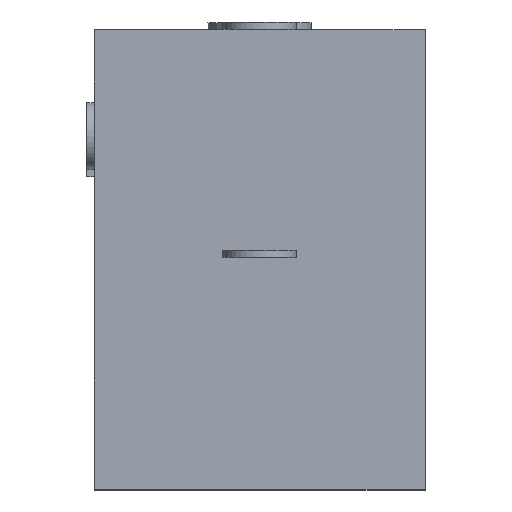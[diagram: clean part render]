
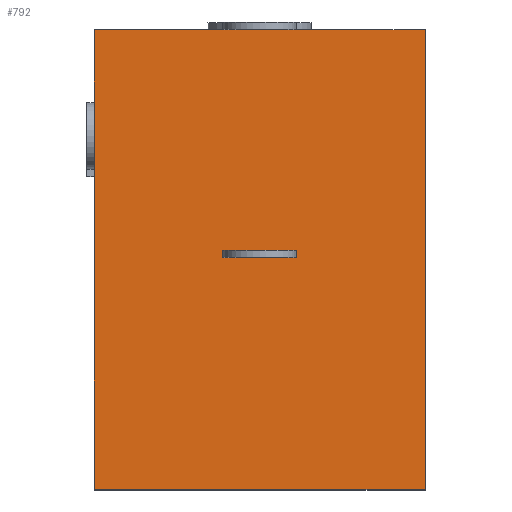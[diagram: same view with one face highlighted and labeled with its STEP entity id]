
A CAD part, top view. The second image highlights one B-rep face of the part: STEP entity #792.
In plain terms, the highlighted planar face has unit normal (0, 0, 1).
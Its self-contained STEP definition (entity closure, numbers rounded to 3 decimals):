
#36=FACE_BOUND('',#127,.T.);
#76=FACE_OUTER_BOUND('',#126,.T.);
#126=EDGE_LOOP('',(#673,#674,#675,#676,#677,#678,#679,#680));
#127=EDGE_LOOP('',(#681,#682,#683,#684));
#159=LINE('',#1107,#234);
#164=LINE('',#1129,#239);
#167=LINE('',#1134,#242);
#168=LINE('',#1136,#243);
#184=LINE('',#1185,#259);
#204=LINE('',#1234,#279);
#208=LINE('',#1263,#283);
#220=LINE('',#1294,#295);
#223=LINE('',#1298,#298);
#226=LINE('',#1304,#301);
#229=LINE('',#1308,#304);
#232=LINE('',#1313,#307);
#234=VECTOR('',#889,10.);
#239=VECTOR('',#912,10.);
#242=VECTOR('',#917,10.);
#243=VECTOR('',#920,10.);
#259=VECTOR('',#970,10.);
#279=VECTOR('',#1016,10.);
#283=VECTOR('',#1050,10.);
#295=VECTOR('',#1076,10.);
#298=VECTOR('',#1079,10.);
#301=VECTOR('',#1086,10.);
#304=VECTOR('',#1089,10.);
#307=VECTOR('',#1096,10.);
#308=VERTEX_POINT('',#1103);
#310=VERTEX_POINT('',#1106);
#318=VERTEX_POINT('',#1128);
#319=VERTEX_POINT('',#1132);
#330=VERTEX_POINT('',#1165);
#334=VERTEX_POINT('',#1174);
#342=VERTEX_POINT('',#1202);
#351=VERTEX_POINT('',#1228);
#360=VERTEX_POINT('',#1261);
#361=VERTEX_POINT('',#1262);
#373=VERTEX_POINT('',#1293);
#374=VERTEX_POINT('',#1296);
#378=EDGE_CURVE('',#310,#308,#159,.T.);
#389=EDGE_CURVE('',#308,#318,#164,.T.);
#392=EDGE_CURVE('',#318,#319,#167,.T.);
#393=EDGE_CURVE('',#319,#310,#168,.T.);
#417=EDGE_CURVE('',#330,#334,#184,.T.);
#441=EDGE_CURVE('',#342,#351,#204,.T.);
#453=EDGE_CURVE('',#360,#361,#208,.T.);
#468=EDGE_CURVE('',#334,#373,#220,.T.);
#471=EDGE_CURVE('',#374,#330,#223,.T.);
#474=EDGE_CURVE('',#351,#374,#226,.T.);
#477=EDGE_CURVE('',#361,#342,#229,.T.);
#480=EDGE_CURVE('',#360,#373,#232,.T.);
#673=ORIENTED_EDGE('',*,*,#453,.F.);
#674=ORIENTED_EDGE('',*,*,#480,.T.);
#675=ORIENTED_EDGE('',*,*,#468,.F.);
#676=ORIENTED_EDGE('',*,*,#417,.F.);
#677=ORIENTED_EDGE('',*,*,#471,.F.);
#678=ORIENTED_EDGE('',*,*,#474,.F.);
#679=ORIENTED_EDGE('',*,*,#441,.F.);
#680=ORIENTED_EDGE('',*,*,#477,.F.);
#681=ORIENTED_EDGE('',*,*,#389,.T.);
#682=ORIENTED_EDGE('',*,*,#392,.T.);
#683=ORIENTED_EDGE('',*,*,#393,.T.);
#684=ORIENTED_EDGE('',*,*,#378,.T.);
#715=PLANE('',#882);
#792=ADVANCED_FACE('',(#76,#36),#715,.T.);
#882=AXIS2_PLACEMENT_3D('',#1314,#1097,#1098);
#889=DIRECTION('',(1.,0.,0.));
#912=DIRECTION('',(0.,-1.,0.));
#917=DIRECTION('',(-1.,0.,0.));
#920=DIRECTION('',(0.,1.,0.));
#970=DIRECTION('',(1.,0.,0.));
#1016=DIRECTION('',(0.,1.,0.));
#1050=DIRECTION('',(-1.,0.,0.));
#1076=DIRECTION('',(1.,0.,0.));
#1079=DIRECTION('',(1.,0.,0.));
#1086=DIRECTION('',(0.,1.,0.));
#1089=DIRECTION('',(0.,1.,0.));
#1096=DIRECTION('',(0.,1.,0.));
#1097=DIRECTION('center_axis',(0.,0.,1.));
#1098=DIRECTION('ref_axis',(1.,0.,0.));
#1103=CARTESIAN_POINT('',(-3.5,6.5,0.));
#1106=CARTESIAN_POINT('',(-5.5,6.5,0.));
#1107=CARTESIAN_POINT('',(-6.75,6.5,0.));
#1128=CARTESIAN_POINT('',(-3.5,6.3,0.));
#1129=CARTESIAN_POINT('',(-3.5,3.15,0.));
#1132=CARTESIAN_POINT('',(-5.5,6.3,0.));
#1134=CARTESIAN_POINT('',(-7.25,6.3,0.));
#1136=CARTESIAN_POINT('',(-5.5,3.25,0.));
#1165=CARTESIAN_POINT('',(-5.5,12.5,0.));
#1174=CARTESIAN_POINT('',(-3.5,12.5,0.));
#1185=CARTESIAN_POINT('',(-9.,12.5,0.));
#1202=CARTESIAN_POINT('',(-9.,8.7,0.));
#1228=CARTESIAN_POINT('',(-9.,10.5,0.));
#1234=CARTESIAN_POINT('',(-9.,0.,0.));
#1261=CARTESIAN_POINT('',(0.,0.,0.));
#1262=CARTESIAN_POINT('',(-9.,0.,0.));
#1263=CARTESIAN_POINT('',(0.,0.,0.));
#1293=CARTESIAN_POINT('',(0.,12.5,0.));
#1294=CARTESIAN_POINT('',(-9.,12.5,0.));
#1296=CARTESIAN_POINT('',(-9.,12.5,0.));
#1298=CARTESIAN_POINT('',(-9.,12.5,0.));
#1304=CARTESIAN_POINT('',(-9.,0.,0.));
#1308=CARTESIAN_POINT('',(-9.,0.,0.));
#1313=CARTESIAN_POINT('',(0.,0.,0.));
#1314=CARTESIAN_POINT('Origin',(-9.,0.,0.));
